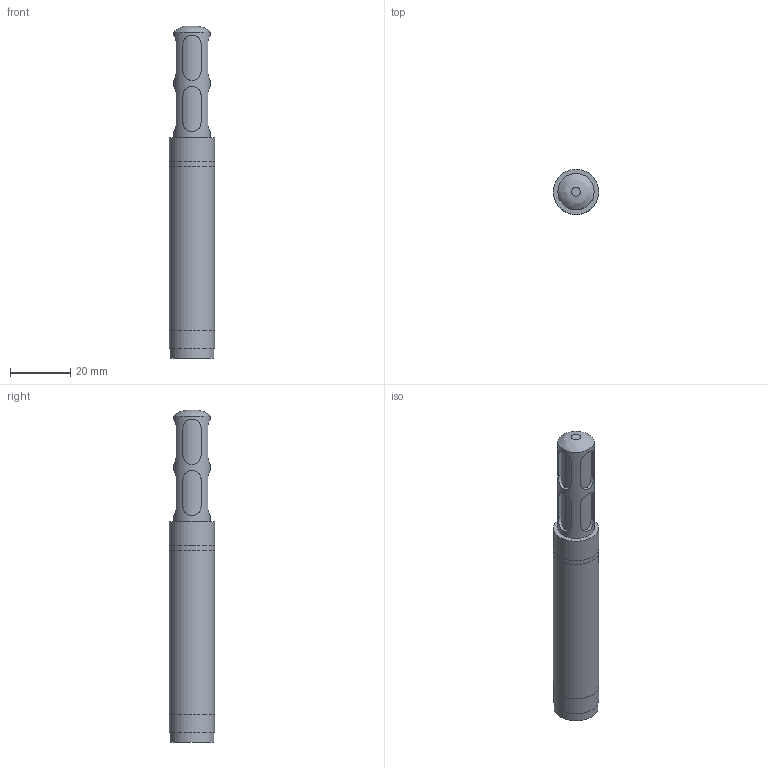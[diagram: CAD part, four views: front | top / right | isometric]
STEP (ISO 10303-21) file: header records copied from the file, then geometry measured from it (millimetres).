
FILE_DESCRIPTION(/* description */ (''),/* implementation_level */ '2;1');
FILE_NAME(/* name */ '3d_SENS-H-SM_APONE.step',/* time_stamp */ '2021-08-05T11:01:08+02:00',/* author */ (''),/* organization */ (''),/* preprocessor_version */ 'ST-DEVELOPER v18.1',/* originating_system */ 'Autodesk Translation Framework v10.9.0.1377',/* authorisation */ '');
FILE_SCHEMA (('AUTOMOTIVE_DESIGN { 1 0 10303 214 3 1 1 }'));
Length unit declared in the file: millimetre
Products named in the file (3): SENS-H-SM; Filtr_R1-SM; Filtr_M
Assembly tree (2 placements, depth 2):
  SENS-H-SM
    Filtr_R1-SM
    Filtr_M
Bounding box: 15 x 15 x 110 mm (x, y, z)
Volume: 12430.6 mm3; surface area: 9747.5 mm2
Topology: 8 solids, 8 shells, 108 faces, 281 edges, 190 vertices
Faces by surface type: cylinder 55, plane 44, bspline 9
Full cylindrical faces by diameter (mm): 8.5 x1, 9.9 x1, 10 x4, 10.137 x2, 10.526 x3, 11.85 x3, 12 x1, 12.203 x3, 12.5 x3, 14.5 x1, 15 x4
Entity records: 6422 total; most frequent: CARTESIAN_POINT 3786, ORIENTED_EDGE 562, DIRECTION 444, EDGE_CURVE 281, VERTEX_POINT 190, AXIS2_PLACEMENT_3D 159, EDGE_LOOP 137, LINE 126
